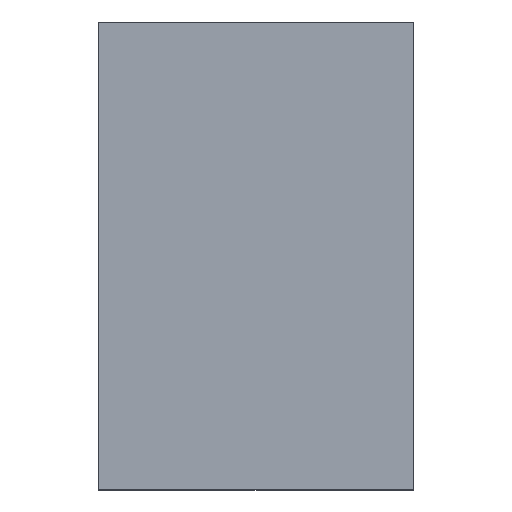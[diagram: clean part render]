
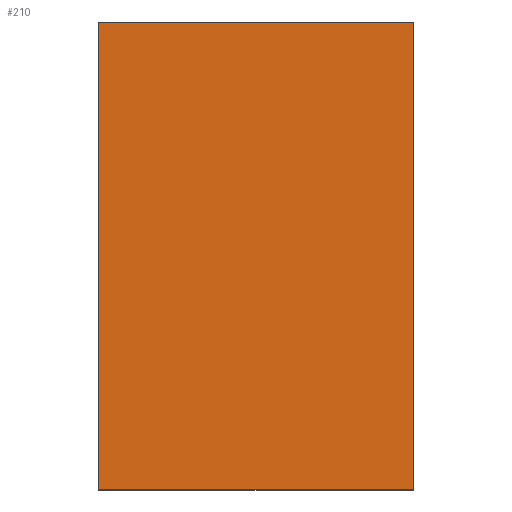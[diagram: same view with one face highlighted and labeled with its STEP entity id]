
A CAD part, top view. The second image highlights one B-rep face of the part: STEP entity #210.
In plain terms, the highlighted planar face has unit normal (0, 0, 1).
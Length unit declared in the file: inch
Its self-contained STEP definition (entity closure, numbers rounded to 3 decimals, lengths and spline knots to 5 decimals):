
#7 = VECTOR ( 'NONE', #82, 39.37008 ) ;
#11 = EDGE_LOOP ( 'NONE', ( #211, #250, #99, #94 ) ) ;
#17 = EDGE_CURVE ( 'NONE', #203, #70, #230, .T. ) ;
#34 = PLANE ( 'NONE',  #314 ) ;
#52 = VERTEX_POINT ( 'NONE', #187 ) ;
#70 = VERTEX_POINT ( 'NONE', #235 ) ;
#80 = VERTEX_POINT ( 'NONE', #313 ) ;
#82 = DIRECTION ( 'NONE',  ( -1., 0., 0. ) ) ;
#84 = EDGE_CURVE ( 'NONE', #52, #203, #106, .T. ) ;
#92 = CARTESIAN_POINT ( 'NONE',  ( -0.26405, -0.01991, 1.83375 ) ) ;
#94 = ORIENTED_EDGE ( 'NONE', *, *, #17, .T. ) ;
#98 = LINE ( 'NONE', #223, #128 ) ;
#99 = ORIENTED_EDGE ( 'NONE', *, *, #84, .T. ) ;
#101 = VECTOR ( 'NONE', #316, 39.37008 ) ;
#105 = DIRECTION ( 'NONE',  ( -1., 0., 0. ) ) ;
#106 = LINE ( 'NONE', #141, #295 ) ;
#125 = CARTESIAN_POINT ( 'NONE',  ( 1.1139, 2.02733, 1.83375 ) ) ;
#128 = VECTOR ( 'NONE', #151, 39.37008 ) ;
#130 = LINE ( 'NONE', #224, #101 ) ;
#131 = EDGE_CURVE ( 'NONE', #80, #52, #98, .T. ) ;
#141 = CARTESIAN_POINT ( 'NONE',  ( 1.1139, -0.01991, 1.83375 ) ) ;
#151 = DIRECTION ( 'NONE',  ( 1., 0., 0. ) ) ;
#158 = EDGE_CURVE ( 'NONE', #70, #80, #130, .T. ) ;
#162 = CARTESIAN_POINT ( 'NONE',  ( -0.26405, 2.02733, 1.83375 ) ) ;
#187 = CARTESIAN_POINT ( 'NONE',  ( 1.1139, -0.01991, 1.83375 ) ) ;
#195 = DIRECTION ( 'NONE',  ( 0., 1., 0. ) ) ;
#203 = VERTEX_POINT ( 'NONE', #125 ) ;
#210 = ADVANCED_FACE ( 'NONE', ( #249 ), #34, .F. ) ;
#211 = ORIENTED_EDGE ( 'NONE', *, *, #158, .T. ) ;
#216 = DIRECTION ( 'NONE',  ( 0., 0., -1. ) ) ;
#223 = CARTESIAN_POINT ( 'NONE',  ( -0.26405, -0.01991, 1.83375 ) ) ;
#224 = CARTESIAN_POINT ( 'NONE',  ( -0.26405, -0.01991, 1.83375 ) ) ;
#230 = LINE ( 'NONE', #162, #7 ) ;
#235 = CARTESIAN_POINT ( 'NONE',  ( -0.26405, 2.02733, 1.83375 ) ) ;
#249 = FACE_OUTER_BOUND ( 'NONE', #11, .T. ) ;
#250 = ORIENTED_EDGE ( 'NONE', *, *, #131, .T. ) ;
#295 = VECTOR ( 'NONE', #195, 39.37008 ) ;
#313 = CARTESIAN_POINT ( 'NONE',  ( -0.26405, -0.01991, 1.83375 ) ) ;
#314 = AXIS2_PLACEMENT_3D ( 'NONE', #92, #216, #105 ) ;
#316 = DIRECTION ( 'NONE',  ( 0., -1., 0. ) ) ;
